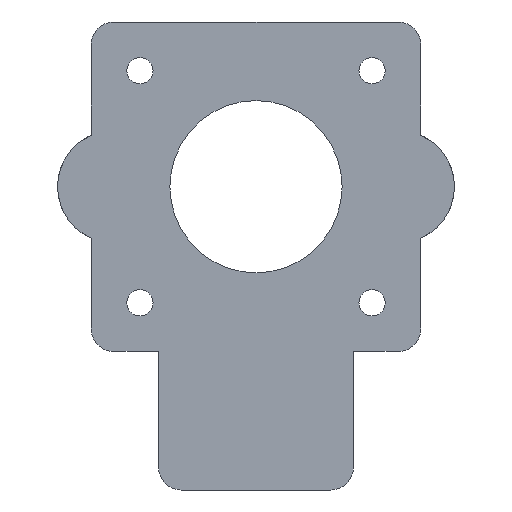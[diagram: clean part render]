
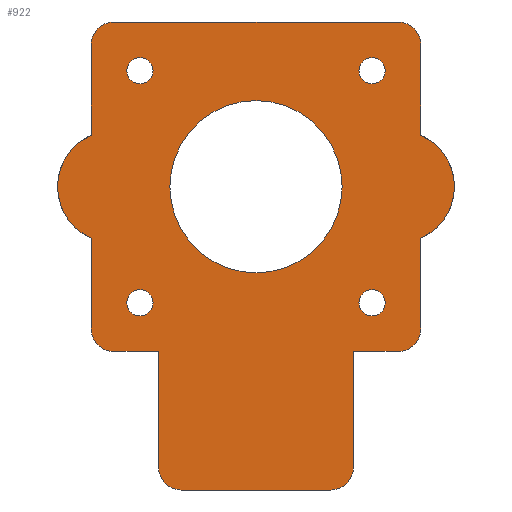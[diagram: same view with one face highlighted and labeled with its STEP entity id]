
A CAD part, front view. The second image highlights one B-rep face of the part: STEP entity #922.
In plain terms, the highlighted planar face has unit normal (0, -1, 0).
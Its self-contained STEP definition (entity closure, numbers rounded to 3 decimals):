
#20=FACE_BOUND('',#139,.T.);
#21=FACE_BOUND('',#140,.T.);
#22=FACE_BOUND('',#141,.T.);
#23=FACE_BOUND('',#142,.T.);
#24=FACE_BOUND('',#143,.T.);
#46=PLANE('',#1016);
#84=FACE_OUTER_BOUND('',#138,.T.);
#138=EDGE_LOOP('',(#726,#727,#728,#729,#730,#731,#732,#733,#734,#735,#736,
#737,#738,#739,#740,#741,#742,#743));
#139=EDGE_LOOP('',(#744));
#140=EDGE_LOOP('',(#745));
#141=EDGE_LOOP('',(#746));
#142=EDGE_LOOP('',(#747));
#143=EDGE_LOOP('',(#748));
#188=LINE('',#1384,#270);
#198=LINE('',#1425,#280);
#202=LINE('',#1435,#284);
#210=LINE('',#1462,#292);
#217=LINE('',#1483,#299);
#218=LINE('',#1485,#300);
#220=LINE('',#1489,#302);
#223=LINE('',#1501,#305);
#226=LINE('',#1510,#308);
#227=LINE('',#1512,#309);
#270=VECTOR('',#1101,10.);
#280=VECTOR('',#1139,10.);
#284=VECTOR('',#1149,10.);
#292=VECTOR('',#1173,10.);
#299=VECTOR('',#1198,10.);
#300=VECTOR('',#1201,10.);
#302=VECTOR('',#1205,10.);
#305=VECTOR('',#1216,10.);
#308=VECTOR('',#1225,10.);
#309=VECTOR('',#1228,10.);
#348=CIRCLE('',#973,3.);
#355=CIRCLE('',#983,3.);
#359=CIRCLE('',#990,3.);
#361=CIRCLE('',#994,3.);
#365=CIRCLE('',#1001,1.75);
#366=CIRCLE('',#1003,1.75);
#367=CIRCLE('',#1005,1.75);
#368=CIRCLE('',#1007,1.75);
#370=CIRCLE('',#1013,3.);
#372=CIRCLE('',#1017,7.5);
#373=CIRCLE('',#1018,3.);
#374=CIRCLE('',#1019,7.5);
#375=CIRCLE('',#1020,11.5);
#403=VERTEX_POINT('',#1374);
#404=VERTEX_POINT('',#1376);
#406=VERTEX_POINT('',#1382);
#415=VERTEX_POINT('',#1404);
#416=VERTEX_POINT('',#1406);
#423=VERTEX_POINT('',#1424);
#424=VERTEX_POINT('',#1428);
#425=VERTEX_POINT('',#1430);
#426=VERTEX_POINT('',#1434);
#429=VERTEX_POINT('',#1441);
#430=VERTEX_POINT('',#1443);
#437=VERTEX_POINT('',#1461);
#438=VERTEX_POINT('',#1465);
#439=VERTEX_POINT('',#1469);
#440=VERTEX_POINT('',#1473);
#441=VERTEX_POINT('',#1477);
#442=VERTEX_POINT('',#1481);
#443=VERTEX_POINT('',#1487);
#446=VERTEX_POINT('',#1494);
#447=VERTEX_POINT('',#1496);
#448=VERTEX_POINT('',#1500);
#451=VERTEX_POINT('',#1509);
#452=VERTEX_POINT('',#1514);
#494=EDGE_CURVE('',#403,#404,#348,.T.);
#498=EDGE_CURVE('',#403,#406,#188,.T.);
#509=EDGE_CURVE('',#415,#416,#355,.T.);
#518=EDGE_CURVE('',#423,#416,#198,.T.);
#521=EDGE_CURVE('',#424,#425,#359,.T.);
#523=EDGE_CURVE('',#426,#425,#202,.T.);
#527=EDGE_CURVE('',#429,#430,#361,.T.);
#536=EDGE_CURVE('',#437,#430,#210,.T.);
#538=EDGE_CURVE('',#438,#438,#365,.T.);
#540=EDGE_CURVE('',#439,#439,#366,.T.);
#542=EDGE_CURVE('',#440,#440,#367,.T.);
#544=EDGE_CURVE('',#441,#441,#368,.T.);
#547=EDGE_CURVE('',#415,#442,#217,.T.);
#548=EDGE_CURVE('',#424,#404,#218,.T.);
#550=EDGE_CURVE('',#429,#443,#220,.T.);
#553=EDGE_CURVE('',#446,#447,#370,.T.);
#555=EDGE_CURVE('',#448,#447,#223,.T.);
#559=EDGE_CURVE('',#423,#406,#372,.T.);
#560=EDGE_CURVE('',#442,#451,#226,.T.);
#561=EDGE_CURVE('',#448,#451,#373,.T.);
#562=EDGE_CURVE('',#446,#437,#227,.T.);
#563=EDGE_CURVE('',#426,#443,#374,.T.);
#564=EDGE_CURVE('',#452,#452,#375,.T.);
#726=ORIENTED_EDGE('',*,*,#494,.F.);
#727=ORIENTED_EDGE('',*,*,#498,.T.);
#728=ORIENTED_EDGE('',*,*,#559,.F.);
#729=ORIENTED_EDGE('',*,*,#518,.T.);
#730=ORIENTED_EDGE('',*,*,#509,.F.);
#731=ORIENTED_EDGE('',*,*,#547,.T.);
#732=ORIENTED_EDGE('',*,*,#560,.T.);
#733=ORIENTED_EDGE('',*,*,#561,.F.);
#734=ORIENTED_EDGE('',*,*,#555,.T.);
#735=ORIENTED_EDGE('',*,*,#553,.F.);
#736=ORIENTED_EDGE('',*,*,#562,.T.);
#737=ORIENTED_EDGE('',*,*,#536,.T.);
#738=ORIENTED_EDGE('',*,*,#527,.F.);
#739=ORIENTED_EDGE('',*,*,#550,.T.);
#740=ORIENTED_EDGE('',*,*,#563,.F.);
#741=ORIENTED_EDGE('',*,*,#523,.T.);
#742=ORIENTED_EDGE('',*,*,#521,.F.);
#743=ORIENTED_EDGE('',*,*,#548,.T.);
#744=ORIENTED_EDGE('',*,*,#538,.T.);
#745=ORIENTED_EDGE('',*,*,#540,.T.);
#746=ORIENTED_EDGE('',*,*,#542,.T.);
#747=ORIENTED_EDGE('',*,*,#544,.T.);
#748=ORIENTED_EDGE('',*,*,#564,.F.);
#922=ADVANCED_FACE('',(#84,#20,#21,#22,#23,#24),#46,.F.);
#973=AXIS2_PLACEMENT_3D('',#1377,#1094,#1095);
#983=AXIS2_PLACEMENT_3D('',#1407,#1122,#1123);
#990=AXIS2_PLACEMENT_3D('',#1431,#1144,#1145);
#994=AXIS2_PLACEMENT_3D('',#1444,#1156,#1157);
#1001=AXIS2_PLACEMENT_3D('',#1466,#1177,#1178);
#1003=AXIS2_PLACEMENT_3D('',#1470,#1182,#1183);
#1005=AXIS2_PLACEMENT_3D('',#1474,#1187,#1188);
#1007=AXIS2_PLACEMENT_3D('',#1478,#1192,#1193);
#1013=AXIS2_PLACEMENT_3D('',#1497,#1211,#1212);
#1016=AXIS2_PLACEMENT_3D('',#1507,#1221,#1222);
#1017=AXIS2_PLACEMENT_3D('',#1508,#1223,#1224);
#1018=AXIS2_PLACEMENT_3D('',#1511,#1226,#1227);
#1019=AXIS2_PLACEMENT_3D('',#1513,#1229,#1230);
#1020=AXIS2_PLACEMENT_3D('',#1515,#1231,#1232);
#1094=DIRECTION('center_axis',(0.,1.,0.));
#1095=DIRECTION('ref_axis',(-0.707,0.,0.707));
#1101=DIRECTION('',(0.,0.,-1.));
#1122=DIRECTION('center_axis',(0.,1.,0.));
#1123=DIRECTION('ref_axis',(-0.707,0.,-0.707));
#1139=DIRECTION('',(0.,0.,-1.));
#1144=DIRECTION('center_axis',(0.,1.,0.));
#1145=DIRECTION('ref_axis',(0.707,0.,0.707));
#1149=DIRECTION('',(0.,0.,1.));
#1156=DIRECTION('center_axis',(0.,1.,0.));
#1157=DIRECTION('ref_axis',(0.707,0.,-0.707));
#1173=DIRECTION('',(1.,0.,0.));
#1177=DIRECTION('center_axis',(0.,1.,0.));
#1178=DIRECTION('ref_axis',(0.,0.,-1.));
#1182=DIRECTION('center_axis',(0.,1.,0.));
#1183=DIRECTION('ref_axis',(0.,0.,-1.));
#1187=DIRECTION('center_axis',(0.,1.,0.));
#1188=DIRECTION('ref_axis',(0.,0.,-1.));
#1192=DIRECTION('center_axis',(0.,1.,0.));
#1193=DIRECTION('ref_axis',(0.,0.,-1.));
#1198=DIRECTION('',(1.,0.,0.));
#1201=DIRECTION('',(-1.,0.,0.));
#1205=DIRECTION('',(0.,0.,1.));
#1211=DIRECTION('center_axis',(0.,1.,0.));
#1212=DIRECTION('ref_axis',(0.707,0.,-0.707));
#1216=DIRECTION('',(1.,0.,0.));
#1221=DIRECTION('center_axis',(0.,1.,0.));
#1222=DIRECTION('ref_axis',(1.,0.,0.));
#1223=DIRECTION('center_axis',(0.,1.,0.));
#1224=DIRECTION('ref_axis',(0.,0.,-1.));
#1225=DIRECTION('',(0.,0.,-1.));
#1226=DIRECTION('center_axis',(0.,1.,0.));
#1227=DIRECTION('ref_axis',(-0.707,0.,-0.707));
#1228=DIRECTION('',(0.,0.,1.));
#1229=DIRECTION('center_axis',(0.,1.,0.));
#1230=DIRECTION('ref_axis',(0.,0.,1.));
#1231=DIRECTION('center_axis',(0.,-1.,0.));
#1232=DIRECTION('ref_axis',(1.,0.,0.));
#1374=CARTESIAN_POINT('',(-60.5,0.,59.));
#1376=CARTESIAN_POINT('',(-57.5,0.,62.));
#1377=CARTESIAN_POINT('Origin',(-57.5,0.,59.));
#1382=CARTESIAN_POINT('',(-60.5,0.,46.874));
#1384=CARTESIAN_POINT('',(-60.5,0.,62.));
#1404=CARTESIAN_POINT('',(-57.5,0.,18.));
#1406=CARTESIAN_POINT('',(-60.5,0.,21.));
#1407=CARTESIAN_POINT('Origin',(-57.5,0.,21.));
#1424=CARTESIAN_POINT('',(-60.5,0.,33.126));
#1425=CARTESIAN_POINT('',(-60.5,0.,62.));
#1428=CARTESIAN_POINT('',(-19.5,0.,62.));
#1430=CARTESIAN_POINT('',(-16.5,0.,59.));
#1431=CARTESIAN_POINT('Origin',(-19.5,0.,59.));
#1434=CARTESIAN_POINT('',(-16.5,0.,46.874));
#1435=CARTESIAN_POINT('',(-16.5,0.,18.));
#1441=CARTESIAN_POINT('',(-16.5,0.,21.));
#1443=CARTESIAN_POINT('',(-19.5,0.,18.));
#1444=CARTESIAN_POINT('Origin',(-19.5,0.,21.));
#1461=CARTESIAN_POINT('',(-25.5,0.,18.));
#1462=CARTESIAN_POINT('',(-60.5,0.,18.));
#1465=CARTESIAN_POINT('',(-54.,0.,26.25));
#1466=CARTESIAN_POINT('Origin',(-54.,0.,24.5));
#1469=CARTESIAN_POINT('',(-23.,0.,26.25));
#1470=CARTESIAN_POINT('Origin',(-23.,0.,24.5));
#1473=CARTESIAN_POINT('',(-23.,0.,57.25));
#1474=CARTESIAN_POINT('Origin',(-23.,0.,55.5));
#1477=CARTESIAN_POINT('',(-54.,0.,57.25));
#1478=CARTESIAN_POINT('Origin',(-54.,0.,55.5));
#1481=CARTESIAN_POINT('',(-51.5,0.,18.));
#1483=CARTESIAN_POINT('',(-60.5,0.,18.));
#1485=CARTESIAN_POINT('',(-16.5,0.,62.));
#1487=CARTESIAN_POINT('',(-16.5,0.,33.126));
#1489=CARTESIAN_POINT('',(-16.5,0.,18.));
#1494=CARTESIAN_POINT('',(-25.5,0.,2.5));
#1496=CARTESIAN_POINT('',(-28.5,0.,-0.5));
#1497=CARTESIAN_POINT('Origin',(-28.5,0.,2.5));
#1500=CARTESIAN_POINT('',(-48.5,0.,-0.5));
#1501=CARTESIAN_POINT('',(-51.5,0.,-0.5));
#1507=CARTESIAN_POINT('Origin',(-38.5,0.,23.5));
#1508=CARTESIAN_POINT('Origin',(-57.5,0.,40.));
#1509=CARTESIAN_POINT('',(-51.5,0.,2.5));
#1510=CARTESIAN_POINT('',(-51.5,0.,25.5));
#1511=CARTESIAN_POINT('Origin',(-48.5,0.,2.5));
#1512=CARTESIAN_POINT('',(-25.5,0.,-0.5));
#1513=CARTESIAN_POINT('Origin',(-19.5,0.,40.));
#1514=CARTESIAN_POINT('',(-38.5,0.,28.5));
#1515=CARTESIAN_POINT('Origin',(-38.5,0.,40.));
